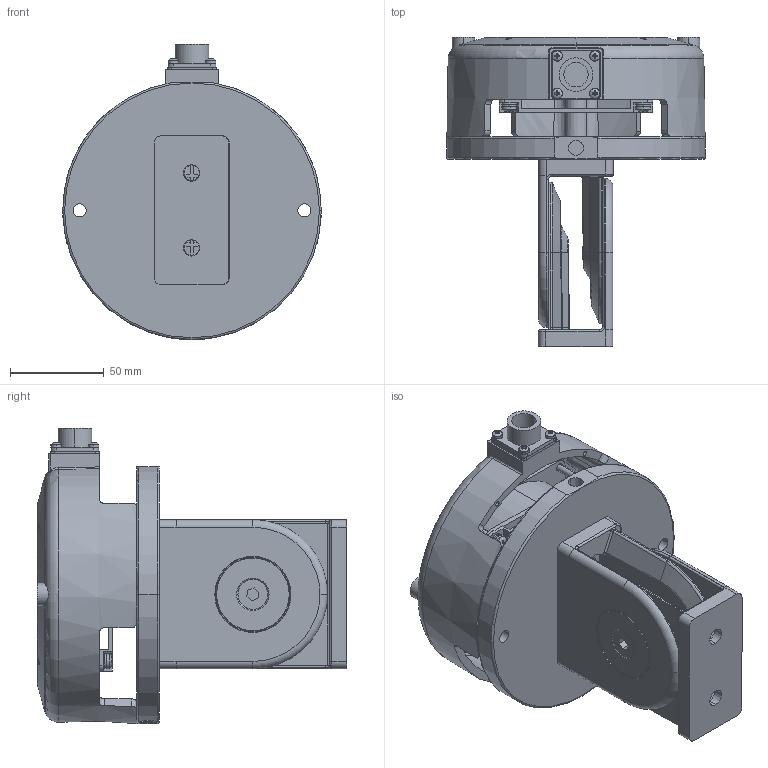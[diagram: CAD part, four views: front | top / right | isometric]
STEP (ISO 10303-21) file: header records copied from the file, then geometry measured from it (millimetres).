
FILE_DESCRIPTION (( 'STEP AP214' ), '1' );
FILE_NAME ('MV_Tilt_ventilator.STEP', '2023-02-06T15:34:10', ( '' ), ( '' ), 'SwSTEP 2.0', 'SolidWorks 2021', '' );
FILE_SCHEMA (( 'AUTOMOTIVE_DESIGN' ));
Length unit declared in the file: millimetre
Products named in the file (31): 093g4080an.STEP; MV-01_14; MV-01; MV-01_3; MV-01_20; MV-01_9; MV-01_2; 093g4080r01_093 g 4080 r02.STEP; MV-01_8; Tilt_A; MV-01_17; MV_tilt_plate; MV_Tilt_ventilator; MV-01_7; 093gr02_093 g r02.STEP; MV-01_13; MV-01_11; MV-01_10; MV-01_1; MV-01_12; MV-01_6; MV-01_18; MV-01_16; 4din7991m0816e_4din7991m0816e.STEP; MV-01_19; Tilt_B; MV-01_15; MV-01_4; 093gr01_093 g r01.STEP; MV-01_5
Assembly tree (34 placements, depth 4):
  MV_Tilt_ventilator
    MV-01
      MV-01_20
      MV-01_2
      MV-01_1
      MV-01_12
      MV-01_15
      MV-01_8
      MV-01_3
      MV-01_4
      MV-01_16
      MV-01_9
      MV-01_19
      MV-01_6
      MV-01_5
      MV-01_7
      MV-01_18
      MV-01_14
      MV-01_17
      MV-01_10
      MV-01_11
      MV-01_13
    MV_tilt_plate
    Tilt_A
      093g4080an.STEP
        093g4080r01_093 g 4080 r02.STEP
    Tilt_B
      093g4080an.STEP
        093g4080r01_093 g 4080 r02.STEP
        093gr02_093 g r02.STEP  x2
        093gr01_093 g r01.STEP  x2
        4din7991m0816e_4din7991m0816e.STEP  x2
Bounding box: 138 x 165 x 157.6 mm (x, y, z)
Volume: 551922.1 mm3; surface area: 232046.1 mm2
Topology: 29 solids, 29 shells, 1818 faces, 4597 edges, 2839 vertices
Faces by surface type: plane 648, cylinder 549, torus 278, cone 269, bspline 66, sphere 8
Entity records: 59007 total; most frequent: CARTESIAN_POINT 12362, DIRECTION 7716, ORIENTED_EDGE 7208, EDGE_CURVE 3604, AXIS2_PLACEMENT_3D 3065, VERTEX_POINT 2268, CIRCLE 1655, EDGE_LOOP 1616
